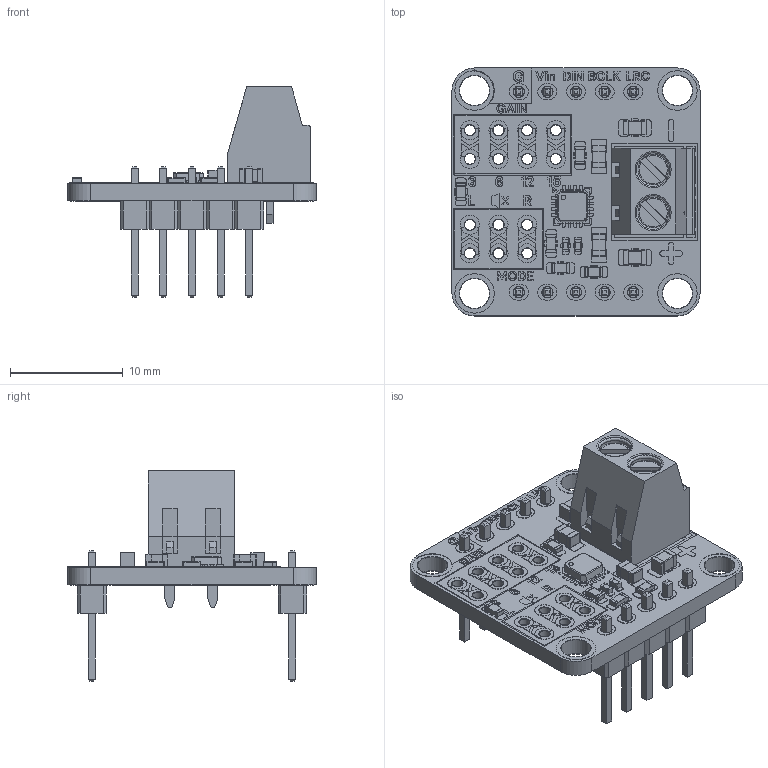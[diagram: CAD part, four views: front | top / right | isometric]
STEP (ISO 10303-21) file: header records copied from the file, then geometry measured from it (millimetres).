
FILE_DESCRIPTION(/* description */ (''),/* implementation_level */ '2;1');
FILE_NAME(/* name */ 'AX22-0053.step',/* time_stamp */ '2026-02-24T12:19:43+02:00',/* author */ (''),/* organization */ (''),/* preprocessor_version */ 'ST-DEVELOPER v20.1',/* originating_system */ 'Autodesk Translation Framework v14.24.0.0',/* authorisation */ '');
FILE_SCHEMA (('AUTOMOTIVE_DESIGN { 1 0 10303 214 3 1 1 }'));
Products named in the file (11): AX22-0053; MAX98357AETE+; DG381-THR-3.81-02P-14-00AH; AX22_Audio-Amplifier-MAX98357A_pad; AX22_Audio-Amplifier-MAX98357A_silkscreen; AX22_Audio-Amplifier-MAX98357A_PCB; PinHeader_1x05_P2.54mm_Vertical; R_0603_1608Metric; MI0805K400R-10; C_0402_1005Metric; C_0805_2012Metric
Assembly tree (18 placements, depth 2):
  AX22-0053
    R_0603_1608Metric  x5
    MI0805K400R-10  x2
    MAX98357AETE+
    C_0805_2012Metric  x2
    C_0402_1005Metric  x2
    PinHeader_1x05_P2.54mm_Vertical  x2
    DG381-THR-3.81-02P-14-00AH
    AX22_Audio-Amplifier-MAX98357A_pad
    AX22_Audio-Amplifier-MAX98357A_silkscreen
    AX22_Audio-Amplifier-MAX98357A_PCB
Bounding box: 22 x 22 x 18.64 mm (x, y, z)
Volume: 1233.7 mm3; surface area: 3091.9 mm2
Topology: 181 solids, 313 shells, 2042 faces, 7182 edges, 5658 vertices
Faces by surface type: plane 1410, cylinder 592, bspline 18, sphere 16, torus 6
Full cylindrical faces by diameter (mm): 0.25 x1, 0.4 x2, 0.95 x72, 1 x48, 1.45 x6, 1.5 x4, 1.7 x28, 2.5 x4, 2.65 x12, 2.7 x8, 2.9 x2, 3 x4, 3.5 x8
Entity records: 70822 total; most frequent: CARTESIAN_POINT 14458, DIRECTION 11393, ORIENTED_EDGE 9870, EDGE_CURVE 6358, VERTEX_POINT 5146, LINE 4737, VECTOR 4737, AXIS2_PLACEMENT_3D 3328
